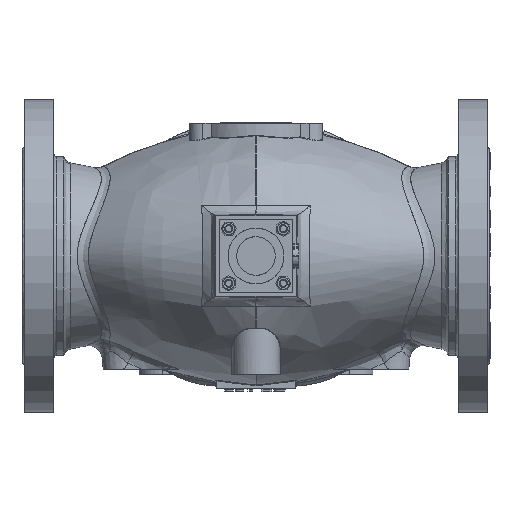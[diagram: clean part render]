
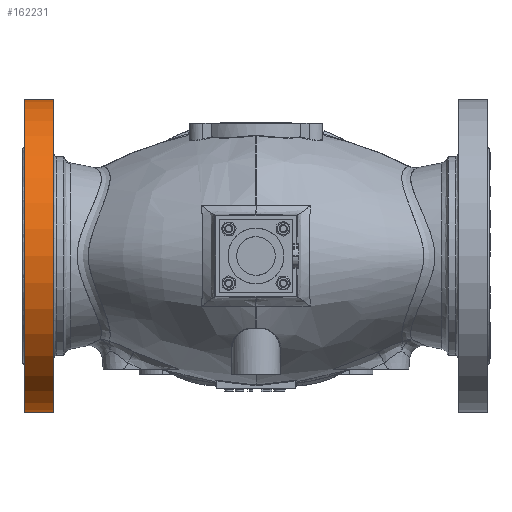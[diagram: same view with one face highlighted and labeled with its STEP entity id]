
A CAD part, front view. The second image highlights one B-rep face of the part: STEP entity #162231.
In plain terms, the highlighted cylindrical face has radius 117.5 mm (diameter 235 mm), a partial arc.
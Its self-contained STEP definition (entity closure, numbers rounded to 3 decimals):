
#6607 = AXIS2_PLACEMENT_3D ( 'NONE', #111590, #32237, #124796 ) ;
#9369 = LINE ( 'NONE', #31392, #34391 ) ;
#10066 = EDGE_CURVE ( 'NONE', #160607, #110013, #9369, .T. ) ;
#14311 = FACE_OUTER_BOUND ( 'NONE', #21289, .T. ) ;
#14758 = DIRECTION ( 'NONE',  ( 0., 0., 1. ) ) ;
#16836 = CARTESIAN_POINT ( 'NONE',  ( -152., 0., -117.5 ) ) ;
#17369 = DIRECTION ( 'NONE',  ( -1., 0., 0. ) ) ;
#17807 = DIRECTION ( 'NONE',  ( 0., 0., 1. ) ) ;
#21289 = EDGE_LOOP ( 'NONE', ( #109233, #143527, #123737, #134744 ) ) ;
#27767 = EDGE_CURVE ( 'NONE', #110013, #115780, #63327, .T. ) ;
#31392 = CARTESIAN_POINT ( 'NONE',  ( -140.5, 0., 117.5 ) ) ;
#32237 = DIRECTION ( 'NONE',  ( -1., 0., 0. ) ) ;
#34391 = VECTOR ( 'NONE', #17369, 1000. ) ;
#44406 = CARTESIAN_POINT ( 'NONE',  ( -140.5, 0., 0. ) ) ;
#44889 = LINE ( 'NONE', #45863, #141852 ) ;
#45863 = CARTESIAN_POINT ( 'NONE',  ( -140.5, 0., -117.5 ) ) ;
#55048 = CIRCLE ( 'NONE', #6607, 117.5 ) ;
#63327 = CIRCLE ( 'NONE', #151591, 117.5 ) ;
#66670 = EDGE_CURVE ( 'NONE', #114023, #160607, #55048, .T. ) ;
#73793 = DIRECTION ( 'NONE',  ( 1., 0., 0. ) ) ;
#84446 = EDGE_CURVE ( 'NONE', #115780, #114023, #44889, .T. ) ;
#84483 = DIRECTION ( 'NONE',  ( -1., 0., 0. ) ) ;
#86949 = AXIS2_PLACEMENT_3D ( 'NONE', #44406, #84483, #17807 ) ;
#87665 = DIRECTION ( 'NONE',  ( 1., 0., 0. ) ) ;
#108657 = CARTESIAN_POINT ( 'NONE',  ( -174., 0., -117.5 ) ) ;
#109233 = ORIENTED_EDGE ( 'NONE', *, *, #10066, .T. ) ;
#110013 = VERTEX_POINT ( 'NONE', #121680 ) ;
#111590 = CARTESIAN_POINT ( 'NONE',  ( -152., 0., 0. ) ) ;
#111613 = CYLINDRICAL_SURFACE ( 'NONE', #86949, 117.5 ) ;
#114023 = VERTEX_POINT ( 'NONE', #16836 ) ;
#115780 = VERTEX_POINT ( 'NONE', #108657 ) ;
#121680 = CARTESIAN_POINT ( 'NONE',  ( -174., 0., 117.5 ) ) ;
#123737 = ORIENTED_EDGE ( 'NONE', *, *, #84446, .T. ) ;
#124796 = DIRECTION ( 'NONE',  ( 0., 0., 1. ) ) ;
#134526 = CARTESIAN_POINT ( 'NONE',  ( -152., 0., 117.5 ) ) ;
#134744 = ORIENTED_EDGE ( 'NONE', *, *, #66670, .T. ) ;
#141852 = VECTOR ( 'NONE', #73793, 1000. ) ;
#143527 = ORIENTED_EDGE ( 'NONE', *, *, #27767, .T. ) ;
#151591 = AXIS2_PLACEMENT_3D ( 'NONE', #170259, #87665, #14758 ) ;
#160607 = VERTEX_POINT ( 'NONE', #134526 ) ;
#162231 = ADVANCED_FACE ( 'NONE', ( #14311 ), #111613, .T. ) ;
#170259 = CARTESIAN_POINT ( 'NONE',  ( -174., 0., 0. ) ) ;
